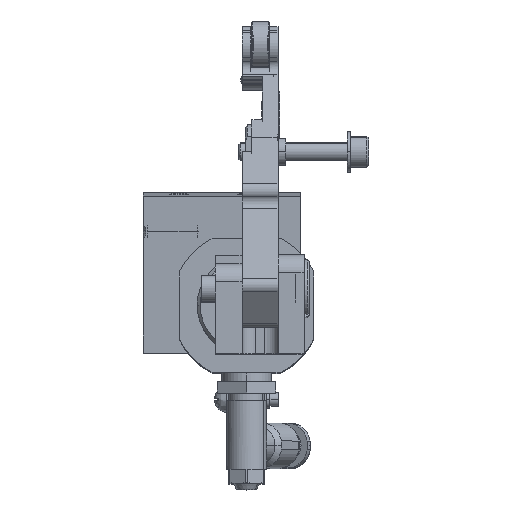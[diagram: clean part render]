
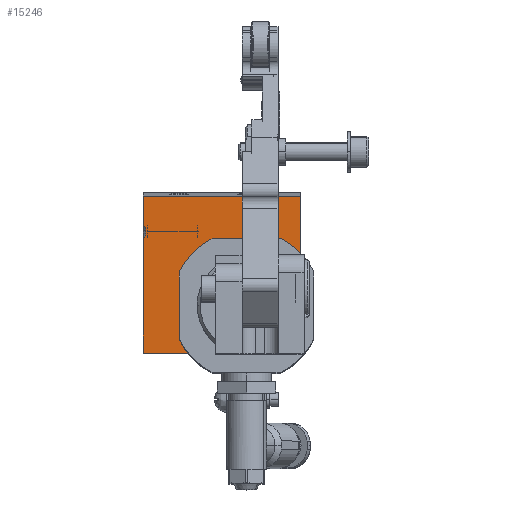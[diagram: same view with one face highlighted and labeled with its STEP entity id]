
A CAD part, top view. The second image highlights one B-rep face of the part: STEP entity #15246.
In plain terms, the highlighted face is planar.
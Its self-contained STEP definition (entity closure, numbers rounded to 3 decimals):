
#2 = VECTOR ( 'NONE', #12802, 1000. ) ;
#61 = DIRECTION ( 'NONE',  ( 0., -1., 0. ) ) ;
#90 = EDGE_CURVE ( 'NONE', #12301, #13306, #2394, .T. ) ;
#164 = CIRCLE ( 'NONE', #10595, 4. ) ;
#197 = CARTESIAN_POINT ( 'NONE',  ( 9.663, 0.6, -8.5 ) ) ;
#220 = VERTEX_POINT ( 'NONE', #9029 ) ;
#222 = DIRECTION ( 'NONE',  ( -1., 0., 0. ) ) ;
#260 = VERTEX_POINT ( 'NONE', #10201 ) ;
#884 = CARTESIAN_POINT ( 'NONE',  ( 11.333, 0., -8.5 ) ) ;
#1047 = CARTESIAN_POINT ( 'NONE',  ( -17.5, 31.5, -8.5 ) ) ;
#1069 = LINE ( 'NONE', #8451, #2401 ) ;
#1138 = CARTESIAN_POINT ( 'NONE',  ( 3.5, 27.5, -8.5 ) ) ;
#1196 = VECTOR ( 'NONE', #1207, 1000. ) ;
#1207 = DIRECTION ( 'NONE',  ( -1., 0., 0. ) ) ;
#1310 = CARTESIAN_POINT ( 'NONE',  ( -17.5, 0., -8.5 ) ) ;
#1320 = CARTESIAN_POINT ( 'NONE',  ( 17.5, 35., -8.5 ) ) ;
#1330 = CARTESIAN_POINT ( 'NONE',  ( 9.5, 0.6, -8.5 ) ) ;
#1548 = ORIENTED_EDGE ( 'NONE', *, *, #90, .T. ) ;
#1579 = ORIENTED_EDGE ( 'NONE', *, *, #14716, .F. ) ;
#1633 = CARTESIAN_POINT ( 'NONE',  ( 7.5, 27.5, -8.5 ) ) ;
#1650 = EDGE_CURVE ( 'NONE', #10952, #260, #2542, .T. ) ;
#1656 = DIRECTION ( 'NONE',  ( 0., -1., 0. ) ) ;
#1841 = CARTESIAN_POINT ( 'NONE',  ( 7.5, 15., -8.5 ) ) ;
#1942 = CARTESIAN_POINT ( 'NONE',  ( 17.5, 0., -8.5 ) ) ;
#1975 = CARTESIAN_POINT ( 'NONE',  ( -17.5, 35., -8.5 ) ) ;
#2123 = VECTOR ( 'NONE', #18156, 1000. ) ;
#2394 = B_SPLINE_CURVE_WITH_KNOTS ( 'NONE', 3,
 ( #2943, #17164, #8476, #2766, #18411, #5641, #197, #1330 ),
 .UNSPECIFIED., .F., .F.,
 ( 4, 2, 2, 4 ),
 ( 0., 0.001, 0.001, 0.002 ),
 .UNSPECIFIED. ) ;
#2401 = VECTOR ( 'NONE', #61, 1000. ) ;
#2542 = LINE ( 'NONE', #1841, #11207 ) ;
#2689 = DIRECTION ( 'NONE',  ( 0., 0., 1. ) ) ;
#2766 = CARTESIAN_POINT ( 'NONE',  ( 10.303, 0.478, -8.5 ) ) ;
#2943 = CARTESIAN_POINT ( 'NONE',  ( 11.333, 0., -8.5 ) ) ;
#3137 = ORIENTED_EDGE ( 'NONE', *, *, #12375, .T. ) ;
#3387 = VERTEX_POINT ( 'NONE', #4720 ) ;
#3427 = ORIENTED_EDGE ( 'NONE', *, *, #17777, .T. ) ;
#4312 = VERTEX_POINT ( 'NONE', #1047 ) ;
#4456 = DIRECTION ( 'NONE',  ( 1., 0., 0. ) ) ;
#4514 = PLANE ( 'NONE',  #7139 ) ;
#4720 = CARTESIAN_POINT ( 'NONE',  ( 3.5, 31.5, -8.5 ) ) ;
#4947 = CARTESIAN_POINT ( 'NONE',  ( -17.5, 0., -8.5 ) ) ;
#4990 = CARTESIAN_POINT ( 'NONE',  ( -17.5, 35., -8.5 ) ) ;
#5383 = CARTESIAN_POINT ( 'NONE',  ( -17.5, 35., -8.5 ) ) ;
#5453 = ORIENTED_EDGE ( 'NONE', *, *, #13771, .F. ) ;
#5513 = CARTESIAN_POINT ( 'NONE',  ( -17.5, 15., -8.5 ) ) ;
#5641 = CARTESIAN_POINT ( 'NONE',  ( 9.824, 0.584, -8.5 ) ) ;
#7139 = AXIS2_PLACEMENT_3D ( 'NONE', #14420, #12961, #4456 ) ;
#7357 = ORIENTED_EDGE ( 'NONE', *, *, #10774, .T. ) ;
#7401 = VERTEX_POINT ( 'NONE', #4947 ) ;
#7550 = ORIENTED_EDGE ( 'NONE', *, *, #12616, .T. ) ;
#7594 = LINE ( 'NONE', #12732, #2 ) ;
#7878 = EDGE_CURVE ( 'NONE', #16309, #12301, #9854, .T. ) ;
#8103 = ORIENTED_EDGE ( 'NONE', *, *, #9829, .T. ) ;
#8135 = VECTOR ( 'NONE', #10491, 1000. ) ;
#8222 = DIRECTION ( 'NONE',  ( -1., 0., 0. ) ) ;
#8451 = CARTESIAN_POINT ( 'NONE',  ( 17.5, 35., -8.5 ) ) ;
#8476 = CARTESIAN_POINT ( 'NONE',  ( 10.762, 0.314, -8.5 ) ) ;
#8524 = VECTOR ( 'NONE', #222, 1000. ) ;
#9029 = CARTESIAN_POINT ( 'NONE',  ( 7.667, 0., -8.5 ) ) ;
#9326 = CARTESIAN_POINT ( 'NONE',  ( 8.855, 0.523, -8.5 ) ) ;
#9469 = EDGE_CURVE ( 'NONE', #3387, #4312, #7594, .T. ) ;
#9493 = CARTESIAN_POINT ( 'NONE',  ( 3.5, 15., -8.5 ) ) ;
#9573 = CARTESIAN_POINT ( 'NONE',  ( 7.948, 0.166, -8.5 ) ) ;
#9810 = DIRECTION ( 'NONE',  ( 0., 0., 1. ) ) ;
#9829 = EDGE_CURVE ( 'NONE', #13306, #220, #11330, .T. ) ;
#9854 = LINE ( 'NONE', #17453, #8524 ) ;
#10155 = CIRCLE ( 'NONE', #11882, 4. ) ;
#10201 = CARTESIAN_POINT ( 'NONE',  ( 7.5, 19., -8.5 ) ) ;
#10288 = ORIENTED_EDGE ( 'NONE', *, *, #9469, .T. ) ;
#10491 = DIRECTION ( 'NONE',  ( 0., -1., 0. ) ) ;
#10595 = AXIS2_PLACEMENT_3D ( 'NONE', #15299, #9810, #12599 ) ;
#10774 = EDGE_CURVE ( 'NONE', #10952, #3387, #10155, .T. ) ;
#10952 = VERTEX_POINT ( 'NONE', #1633 ) ;
#11079 = DIRECTION ( 'NONE',  ( 1., 0., 0. ) ) ;
#11207 = VECTOR ( 'NONE', #1656, 1000. ) ;
#11262 = DIRECTION ( 'NONE',  ( -1., 0., 0. ) ) ;
#11330 = B_SPLINE_CURVE_WITH_KNOTS ( 'NONE', 3,
 ( #16588, #12215, #13699, #9326, #12167, #17975, #9573, #15122 ),
 .UNSPECIFIED., .F., .F.,
 ( 4, 2, 2, 4 ),
 ( 0.002, 0.002, 0.003, 0.004 ),
 .UNSPECIFIED. ) ;
#11384 = ORIENTED_EDGE ( 'NONE', *, *, #7878, .T. ) ;
#11836 = EDGE_LOOP ( 'NONE', ( #12729, #7357, #10288, #1579, #18273, #7550, #11384, #1548, #8103, #3427, #5453, #17353, #3137 ) ) ;
#11882 = AXIS2_PLACEMENT_3D ( 'NONE', #1138, #2689, #11079 ) ;
#11883 = VERTEX_POINT ( 'NONE', #4990 ) ;
#12150 = LINE ( 'NONE', #1975, #8135 ) ;
#12167 = CARTESIAN_POINT ( 'NONE',  ( 8.699, 0.479, -8.5 ) ) ;
#12215 = CARTESIAN_POINT ( 'NONE',  ( 9.338, 0.6, -8.5 ) ) ;
#12301 = VERTEX_POINT ( 'NONE', #884 ) ;
#12375 = EDGE_CURVE ( 'NONE', #18069, #260, #164, .T. ) ;
#12563 = LINE ( 'NONE', #5383, #1196 ) ;
#12599 = DIRECTION ( 'NONE',  ( 1., 0., 0. ) ) ;
#12616 = EDGE_CURVE ( 'NONE', #13648, #16309, #1069, .T. ) ;
#12729 = ORIENTED_EDGE ( 'NONE', *, *, #1650, .F. ) ;
#12732 = CARTESIAN_POINT ( 'NONE',  ( 7.5, 31.5, -8.5 ) ) ;
#12802 = DIRECTION ( 'NONE',  ( -1., 0., 0. ) ) ;
#12961 = DIRECTION ( 'NONE',  ( 0., 0., 1. ) ) ;
#12990 = FACE_OUTER_BOUND ( 'NONE', #11836, .T. ) ;
#13306 = VERTEX_POINT ( 'NONE', #16060 ) ;
#13435 = LINE ( 'NONE', #17098, #14082 ) ;
#13648 = VERTEX_POINT ( 'NONE', #1320 ) ;
#13699 = CARTESIAN_POINT ( 'NONE',  ( 9.174, 0.584, -8.5 ) ) ;
#13771 = EDGE_CURVE ( 'NONE', #14926, #7401, #12150, .T. ) ;
#14082 = VECTOR ( 'NONE', #8222, 1000. ) ;
#14420 = CARTESIAN_POINT ( 'NONE',  ( -17.5, 35., -8.5 ) ) ;
#14592 = EDGE_CURVE ( 'NONE', #13648, #11883, #12563, .T. ) ;
#14713 = EDGE_CURVE ( 'NONE', #18069, #14926, #13435, .T. ) ;
#14716 = EDGE_CURVE ( 'NONE', #11883, #4312, #18097, .T. ) ;
#14926 = VERTEX_POINT ( 'NONE', #5513 ) ;
#15122 = CARTESIAN_POINT ( 'NONE',  ( 7.667, 0., -8.5 ) ) ;
#15246 = ADVANCED_FACE ( 'NONE', ( #12990 ), #4514, .F. ) ;
#15299 = CARTESIAN_POINT ( 'NONE',  ( 3.5, 19., -8.5 ) ) ;
#16060 = CARTESIAN_POINT ( 'NONE',  ( 9.5, 0.6, -8.5 ) ) ;
#16082 = VECTOR ( 'NONE', #11262, 1000. ) ;
#16309 = VERTEX_POINT ( 'NONE', #1942 ) ;
#16588 = CARTESIAN_POINT ( 'NONE',  ( 9.5, 0.6, -8.5 ) ) ;
#16645 = CARTESIAN_POINT ( 'NONE',  ( -17.5, 35., -8.5 ) ) ;
#17098 = CARTESIAN_POINT ( 'NONE',  ( 7.5, 15., -8.5 ) ) ;
#17164 = CARTESIAN_POINT ( 'NONE',  ( 11.052, 0.166, -8.5 ) ) ;
#17353 = ORIENTED_EDGE ( 'NONE', *, *, #14713, .F. ) ;
#17453 = CARTESIAN_POINT ( 'NONE',  ( -17.5, 0., -8.5 ) ) ;
#17777 = EDGE_CURVE ( 'NONE', #220, #7401, #17873, .T. ) ;
#17873 = LINE ( 'NONE', #1310, #16082 ) ;
#17975 = CARTESIAN_POINT ( 'NONE',  ( 8.24, 0.315, -8.5 ) ) ;
#18069 = VERTEX_POINT ( 'NONE', #9493 ) ;
#18097 = LINE ( 'NONE', #16645, #2123 ) ;
#18156 = DIRECTION ( 'NONE',  ( 0., -1., 0. ) ) ;
#18273 = ORIENTED_EDGE ( 'NONE', *, *, #14592, .F. ) ;
#18411 = CARTESIAN_POINT ( 'NONE',  ( 10.144, 0.523, -8.5 ) ) ;
